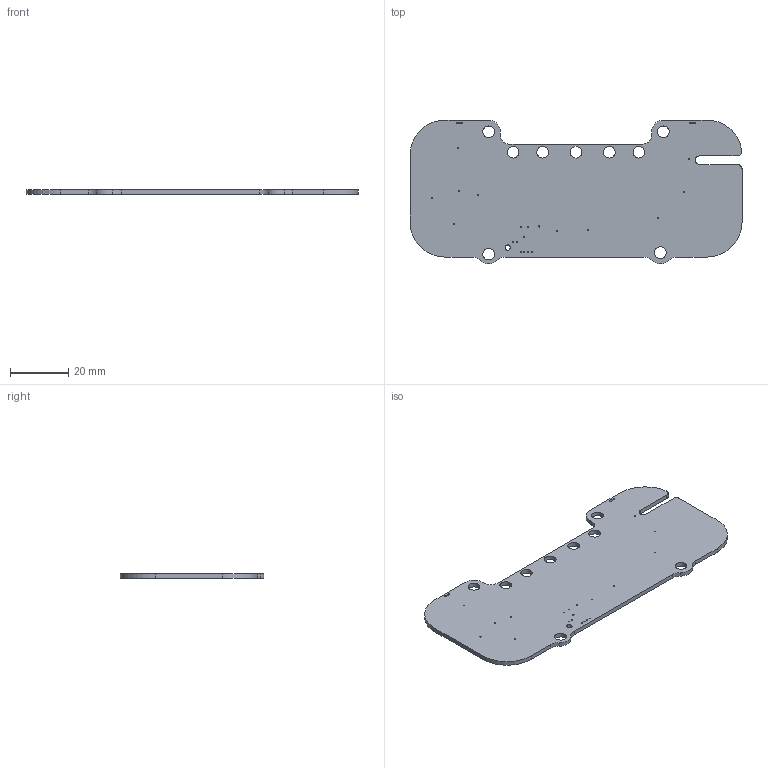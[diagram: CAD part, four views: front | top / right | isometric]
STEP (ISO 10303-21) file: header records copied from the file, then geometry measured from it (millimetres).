
FILE_DESCRIPTION(('KiCad electronic assembly'),'2;1');
FILE_NAME('solderbit-gamepad.step','2025-06-18T13:12:56',('Pcbnew'),( 'Kicad'),'Open CASCADE STEP processor 7.8','KiCad to STEP converter' ,'Unknown');
FILE_SCHEMA(('AUTOMOTIVE_DESIGN { 1 0 10303 214 1 1 1 1 }'));
Length unit declared in the file: millimetre
Products named in the file (2): solderbit-gamepad 1; solderbit-gamepad_PCB
Assembly tree (1 placements, depth 2):
  solderbit-gamepad 1
    solderbit-gamepad_PCB
Bounding box: 114 x 49.33 x 1.51 mm (x, y, z)
Volume: 7040.6 mm3; surface area: 10076.7 mm2
Topology: 1 solids, 1 shells, 69 faces, 201 edges, 134 vertices
Faces by surface type: cylinder 51, plane 18
Full cylindrical faces by diameter (mm): 0.4 x20, 1.8 x1, 4 x9
Entity records: 5367 total; most frequent: CARTESIAN_POINT 1348, DIRECTION 747, ORIENTED_EDGE 402, PCURVE 402, DEFINITIONAL_REPRESENTATION 402, LINE 387, VECTOR 387, EDGE_CURVE 201
